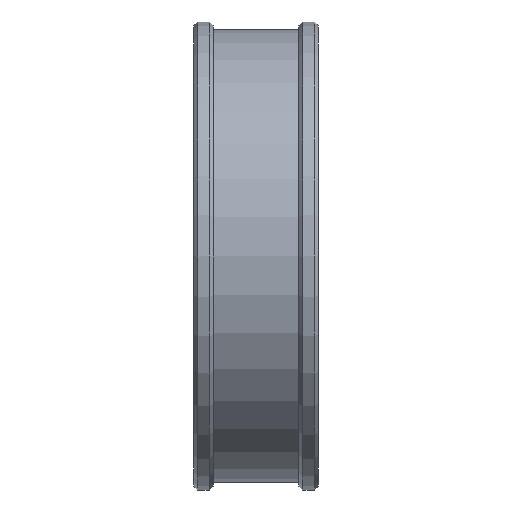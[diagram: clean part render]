
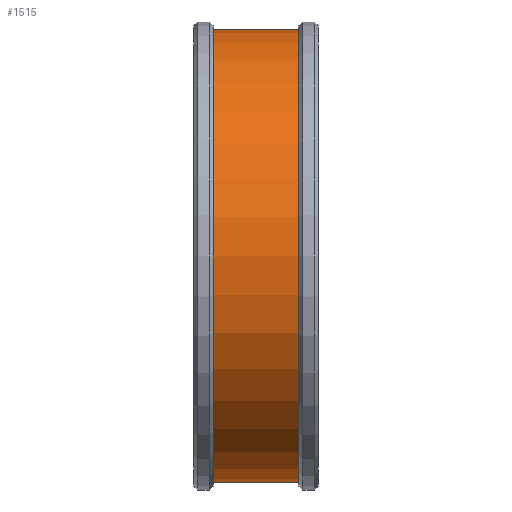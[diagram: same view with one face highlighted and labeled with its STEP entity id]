
A CAD part, left-side view. The second image highlights one B-rep face of the part: STEP entity #1515.
In plain terms, the highlighted cylindrical face has radius 29 mm (diameter 58 mm), a partial arc.
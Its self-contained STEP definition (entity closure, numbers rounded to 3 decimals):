
#70 = VERTEX_POINT ( 'NONE', #796 ) ;
#117 = EDGE_LOOP ( 'NONE', ( #5321, #4819, #4206, #1919 ) ) ;
#129 = DIRECTION ( 'NONE',  ( 0., -1., 0. ) ) ;
#149 = VECTOR ( 'NONE', #129, 1000. ) ;
#766 = CARTESIAN_POINT ( 'NONE',  ( 0., 0., -29. ) ) ;
#790 = DIRECTION ( 'NONE',  ( 0., 0., -1. ) ) ;
#796 = CARTESIAN_POINT ( 'NONE',  ( 0., 13.5, 29. ) ) ;
#1027 = AXIS2_PLACEMENT_3D ( 'NONE', #4691, #1239, #3254 ) ;
#1062 = LINE ( 'NONE', #2510, #149 ) ;
#1239 = DIRECTION ( 'NONE',  ( 0., -1., 0. ) ) ;
#1314 = CARTESIAN_POINT ( 'NONE',  ( 0., 2.5, 29. ) ) ;
#1374 = CYLINDRICAL_SURFACE ( 'NONE', #4460, 29. ) ;
#1515 = ADVANCED_FACE ( 'NONE', ( #3771 ), #1374, .T. ) ;
#1589 = EDGE_CURVE ( 'NONE', #5664, #4123, #2333, .T. ) ;
#1634 = CARTESIAN_POINT ( 'NONE',  ( 0., 0., 0. ) ) ;
#1731 = LINE ( 'NONE', #766, #3956 ) ;
#1919 = ORIENTED_EDGE ( 'NONE', *, *, #1589, .F. ) ;
#2001 = EDGE_CURVE ( 'NONE', #70, #4897, #3951, .T. ) ;
#2333 = CIRCLE ( 'NONE', #5971, 29. ) ;
#2399 = EDGE_CURVE ( 'NONE', #4897, #4123, #1731, .T. ) ;
#2510 = CARTESIAN_POINT ( 'NONE',  ( 0., 0., 29. ) ) ;
#3019 = EDGE_CURVE ( 'NONE', #70, #5664, #1062, .T. ) ;
#3121 = DIRECTION ( 'NONE',  ( 0., -1., 0. ) ) ;
#3254 = DIRECTION ( 'NONE',  ( 0., 0., -1. ) ) ;
#3594 = DIRECTION ( 'NONE',  ( 0., 0., -1. ) ) ;
#3771 = FACE_OUTER_BOUND ( 'NONE', #117, .T. ) ;
#3951 = CIRCLE ( 'NONE', #1027, 29. ) ;
#3956 = VECTOR ( 'NONE', #3121, 1000. ) ;
#4123 = VERTEX_POINT ( 'NONE', #5584 ) ;
#4206 = ORIENTED_EDGE ( 'NONE', *, *, #2399, .T. ) ;
#4460 = AXIS2_PLACEMENT_3D ( 'NONE', #1634, #5118, #3594 ) ;
#4691 = CARTESIAN_POINT ( 'NONE',  ( 0., 13.5, 0. ) ) ;
#4695 = CARTESIAN_POINT ( 'NONE',  ( 0., 13.5, -29. ) ) ;
#4819 = ORIENTED_EDGE ( 'NONE', *, *, #2001, .T. ) ;
#4897 = VERTEX_POINT ( 'NONE', #4695 ) ;
#5020 = CARTESIAN_POINT ( 'NONE',  ( 0., 2.5, 0. ) ) ;
#5118 = DIRECTION ( 'NONE',  ( 0., -1., 0. ) ) ;
#5321 = ORIENTED_EDGE ( 'NONE', *, *, #3019, .F. ) ;
#5584 = CARTESIAN_POINT ( 'NONE',  ( 0., 2.5, -29. ) ) ;
#5664 = VERTEX_POINT ( 'NONE', #1314 ) ;
#5971 = AXIS2_PLACEMENT_3D ( 'NONE', #5020, #6030, #790 ) ;
#6030 = DIRECTION ( 'NONE',  ( 0., -1., 0. ) ) ;
